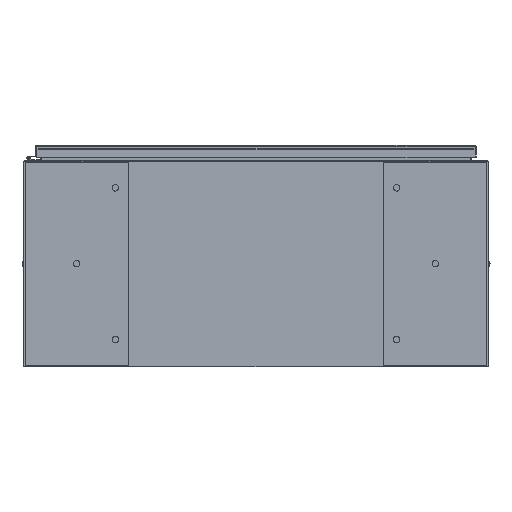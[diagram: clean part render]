
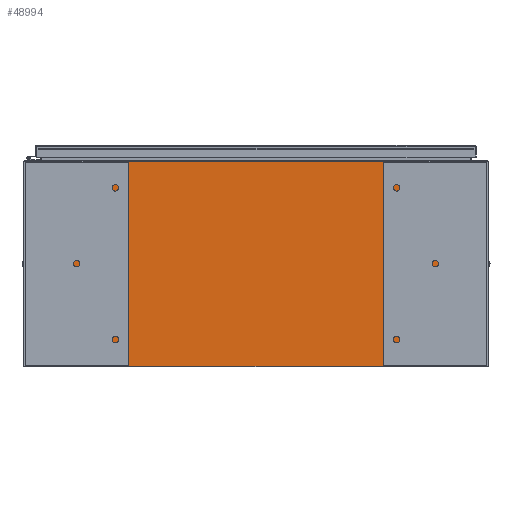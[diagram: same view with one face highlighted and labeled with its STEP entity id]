
A CAD part, front view. The second image highlights one B-rep face of the part: STEP entity #48994.
In plain terms, the highlighted face is planar.
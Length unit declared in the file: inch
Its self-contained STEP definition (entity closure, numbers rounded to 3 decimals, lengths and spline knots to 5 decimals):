
#154 = VERTEX_POINT ( 'NONE', #2416 ) ;
#554 = CARTESIAN_POINT ( 'NONE',  ( -16.65588, 0., 7.87495 ) ) ;
#656 = LINE ( 'NONE', #23217, #36070 ) ;
#1528 = DIRECTION ( 'NONE',  ( 0., 0., -1. ) ) ;
#1804 = ORIENTED_EDGE ( 'NONE', *, *, #26996, .F. ) ;
#2416 = CARTESIAN_POINT ( 'NONE',  ( 17.9253, 0., -7.9253 ) ) ;
#2913 = EDGE_CURVE ( 'NONE', #7681, #40633, #17920, .T. ) ;
#4162 = DIRECTION ( 'NONE',  ( 1., 0., 0. ) ) ;
#4238 = DIRECTION ( 'NONE',  ( 0., 0., -1. ) ) ;
#4307 = EDGE_CURVE ( 'NONE', #36359, #52168, #11831, .T. ) ;
#4319 = ORIENTED_EDGE ( 'NONE', *, *, #6594, .F. ) ;
#4597 = EDGE_LOOP ( 'NONE', ( #25204, #27905, #4319, #46113, #6951, #46856, #1804, #17915, #17143, #18794, #26579, #22377 ) ) ;
#4706 = CARTESIAN_POINT ( 'NONE',  ( 16.67455, 0., 7.87495 ) ) ;
#5405 = DIRECTION ( 'NONE',  ( 0., 0., -1. ) ) ;
#6594 = EDGE_CURVE ( 'NONE', #46000, #27657, #42721, .T. ) ;
#6951 = ORIENTED_EDGE ( 'NONE', *, *, #4307, .F. ) ;
#7298 = CARTESIAN_POINT ( 'NONE',  ( -16.67455, 0., 0. ) ) ;
#7615 = DIRECTION ( 'NONE',  ( 0., 0., -1. ) ) ;
#7681 = VERTEX_POINT ( 'NONE', #16216 ) ;
#9631 = AXIS2_PLACEMENT_3D ( 'NONE', #45107, #16205, #50005 ) ;
#10287 = CARTESIAN_POINT ( 'NONE',  ( 16.67455, 0., 0. ) ) ;
#10826 = CIRCLE ( 'NONE', #29663, 0.01867 ) ;
#11797 = DIRECTION ( 'NONE',  ( 1., 0., 0. ) ) ;
#11831 = LINE ( 'NONE', #38440, #23119 ) ;
#12256 = VECTOR ( 'NONE', #44046, 39.37008 ) ;
#12394 = VECTOR ( 'NONE', #40894, 39.37008 ) ;
#12682 = FACE_OUTER_BOUND ( 'NONE', #4597, .T. ) ;
#13805 = LINE ( 'NONE', #10287, #12256 ) ;
#13809 = EDGE_CURVE ( 'NONE', #15272, #40633, #38051, .T. ) ;
#14920 = VECTOR ( 'NONE', #11797, 39.37008 ) ;
#15272 = VERTEX_POINT ( 'NONE', #42056 ) ;
#15282 = CARTESIAN_POINT ( 'NONE',  ( -16.6372, 0., 7.87495 ) ) ;
#15763 = VERTEX_POINT ( 'NONE', #4706 ) ;
#16205 = DIRECTION ( 'NONE',  ( 0., 1., 0. ) ) ;
#16216 = CARTESIAN_POINT ( 'NONE',  ( -17.9253, 0., 7.9253 ) ) ;
#17143 = ORIENTED_EDGE ( 'NONE', *, *, #60387, .T. ) ;
#17526 = LINE ( 'NONE', #36507, #19022 ) ;
#17915 = ORIENTED_EDGE ( 'NONE', *, *, #33524, .T. ) ;
#17920 = LINE ( 'NONE', #33683, #14920 ) ;
#18461 = DIRECTION ( 'NONE',  ( 0., -1., 0. ) ) ;
#18618 = CARTESIAN_POINT ( 'NONE',  ( -16.6372, 0., 7.9123 ) ) ;
#18794 = ORIENTED_EDGE ( 'NONE', *, *, #55459, .T. ) ;
#18796 = EDGE_CURVE ( 'NONE', #44759, #7681, #50674, .T. ) ;
#19022 = VECTOR ( 'NONE', #7615, 39.37008 ) ;
#21677 = VECTOR ( 'NONE', #57255, 39.37008 ) ;
#21697 = CARTESIAN_POINT ( 'NONE',  ( -17.9253, 0., 7.9253 ) ) ;
#22377 = ORIENTED_EDGE ( 'NONE', *, *, #2913, .T. ) ;
#23119 = VECTOR ( 'NONE', #49878, 39.37008 ) ;
#23217 = CARTESIAN_POINT ( 'NONE',  ( -17.9253, 0., 7.9253 ) ) ;
#25204 = ORIENTED_EDGE ( 'NONE', *, *, #13809, .F. ) ;
#26579 = ORIENTED_EDGE ( 'NONE', *, *, #18796, .T. ) ;
#26996 = EDGE_CURVE ( 'NONE', #42361, #15763, #13805, .T. ) ;
#27657 = VERTEX_POINT ( 'NONE', #15282 ) ;
#27677 = DIRECTION ( 'NONE',  ( -1., 0., 0. ) ) ;
#27905 = ORIENTED_EDGE ( 'NONE', *, *, #46144, .F. ) ;
#28200 = CARTESIAN_POINT ( 'NONE',  ( 16.67455, 0., 7.9253 ) ) ;
#29224 = CARTESIAN_POINT ( 'NONE',  ( -16.67455, 0., 7.9253 ) ) ;
#29663 = AXIS2_PLACEMENT_3D ( 'NONE', #554, #34276, #5405 ) ;
#29918 = VECTOR ( 'NONE', #1528, 39.37008 ) ;
#33524 = EDGE_CURVE ( 'NONE', #42361, #37953, #656, .T. ) ;
#33683 = CARTESIAN_POINT ( 'NONE',  ( -17.9253, 0., 7.9253 ) ) ;
#34276 = DIRECTION ( 'NONE',  ( 0., 1., 0. ) ) ;
#36070 = VECTOR ( 'NONE', #4162, 39.37008 ) ;
#36359 = VERTEX_POINT ( 'NONE', #43569 ) ;
#36507 = CARTESIAN_POINT ( 'NONE',  ( 17.9253, 0., 7.9253 ) ) ;
#37581 = LINE ( 'NONE', #47634, #21677 ) ;
#37953 = VERTEX_POINT ( 'NONE', #49186 ) ;
#38051 = LINE ( 'NONE', #7298, #12394 ) ;
#38440 = CARTESIAN_POINT ( 'NONE',  ( 16.6372, 0., 0. ) ) ;
#40619 = CIRCLE ( 'NONE', #9631, 0.01867 ) ;
#40633 = VERTEX_POINT ( 'NONE', #29224 ) ;
#40730 = AXIS2_PLACEMENT_3D ( 'NONE', #57273, #18461, #4238 ) ;
#40894 = DIRECTION ( 'NONE',  ( 0., 0., 1. ) ) ;
#42056 = CARTESIAN_POINT ( 'NONE',  ( -16.67455, 0., 7.87495 ) ) ;
#42361 = VERTEX_POINT ( 'NONE', #28200 ) ;
#42721 = LINE ( 'NONE', #61569, #29918 ) ;
#43569 = CARTESIAN_POINT ( 'NONE',  ( 16.6372, 0., 7.87495 ) ) ;
#44046 = DIRECTION ( 'NONE',  ( 0., 0., -1. ) ) ;
#44759 = VERTEX_POINT ( 'NONE', #62348 ) ;
#45107 = CARTESIAN_POINT ( 'NONE',  ( 16.65588, 0., 7.87495 ) ) ;
#46000 = VERTEX_POINT ( 'NONE', #18618 ) ;
#46054 = VECTOR ( 'NONE', #27677, 39.37008 ) ;
#46113 = ORIENTED_EDGE ( 'NONE', *, *, #56567, .T. ) ;
#46144 = EDGE_CURVE ( 'NONE', #27657, #15272, #10826, .T. ) ;
#46856 = ORIENTED_EDGE ( 'NONE', *, *, #48737, .F. ) ;
#47634 = CARTESIAN_POINT ( 'NONE',  ( -16.6372, 0., 7.9123 ) ) ;
#48737 = EDGE_CURVE ( 'NONE', #15763, #36359, #40619, .T. ) ;
#48994 = ADVANCED_FACE ( 'NONE', ( #12682 ), #62113, .F. ) ;
#49186 = CARTESIAN_POINT ( 'NONE',  ( 17.9253, 0., 7.9253 ) ) ;
#49878 = DIRECTION ( 'NONE',  ( 0., 0., 1. ) ) ;
#50005 = DIRECTION ( 'NONE',  ( 0., 0., -1. ) ) ;
#50674 = LINE ( 'NONE', #21697, #62134 ) ;
#52168 = VERTEX_POINT ( 'NONE', #59903 ) ;
#55459 = EDGE_CURVE ( 'NONE', #154, #44759, #59024, .T. ) ;
#56567 = EDGE_CURVE ( 'NONE', #46000, #52168, #37581, .T. ) ;
#57255 = DIRECTION ( 'NONE',  ( 1., 0., 0. ) ) ;
#57273 = CARTESIAN_POINT ( 'NONE',  ( 0., 0., 0. ) ) ;
#59024 = LINE ( 'NONE', #61630, #46054 ) ;
#59903 = CARTESIAN_POINT ( 'NONE',  ( 16.6372, 0., 7.9123 ) ) ;
#60335 = DIRECTION ( 'NONE',  ( 0., 0., 1. ) ) ;
#60387 = EDGE_CURVE ( 'NONE', #37953, #154, #17526, .T. ) ;
#61569 = CARTESIAN_POINT ( 'NONE',  ( -16.6372, 0., 0. ) ) ;
#61630 = CARTESIAN_POINT ( 'NONE',  ( -17.9253, 0., -7.9253 ) ) ;
#62113 = PLANE ( 'NONE',  #40730 ) ;
#62134 = VECTOR ( 'NONE', #60335, 39.37008 ) ;
#62348 = CARTESIAN_POINT ( 'NONE',  ( -17.9253, 0., -7.9253 ) ) ;
